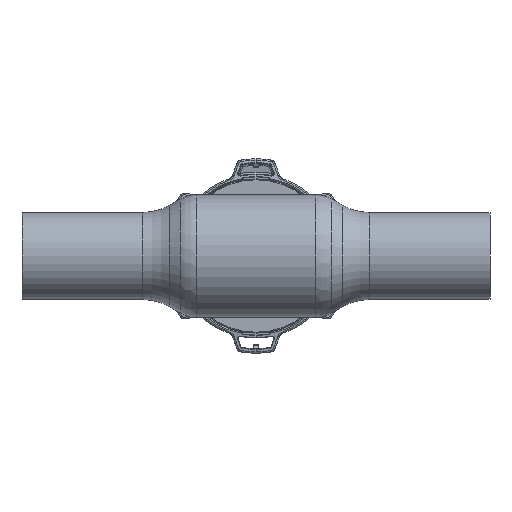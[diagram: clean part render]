
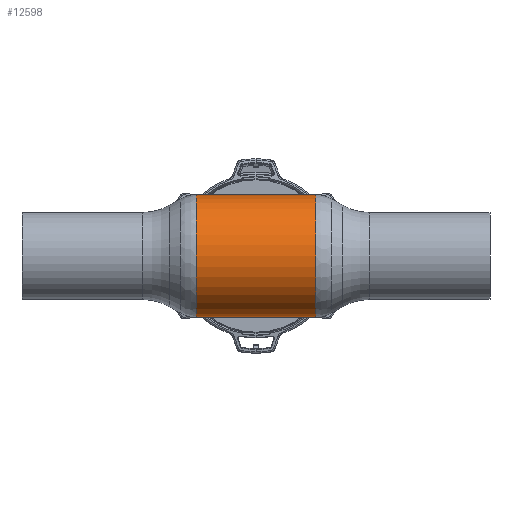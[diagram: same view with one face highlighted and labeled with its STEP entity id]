
A CAD part, front view. The second image highlights one B-rep face of the part: STEP entity #12598.
In plain terms, the highlighted cylindrical face has radius 34 mm (diameter 68 mm), a partial arc.
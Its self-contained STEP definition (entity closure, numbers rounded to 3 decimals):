
#87 = DIRECTION ( 'NONE',  ( -1., 0., 0. ) ) ;
#1208 = EDGE_CURVE ( 'NONE', #30978, #26166, #16205, .T. ) ;
#1209 = LINE ( 'NONE', #18182, #6379 ) ;
#2660 = AXIS2_PLACEMENT_3D ( 'NONE', #10889, #13589, #30123 ) ;
#5261 = CYLINDRICAL_SURFACE ( 'NONE', #29799, 34. ) ;
#6379 = VECTOR ( 'NONE', #13321, 1000. ) ;
#6761 = ORIENTED_EDGE ( 'NONE', *, *, #8618, .F. ) ;
#7348 = ORIENTED_EDGE ( 'NONE', *, *, #13735, .F. ) ;
#8618 = EDGE_CURVE ( 'NONE', #30978, #22822, #1209, .T. ) ;
#10264 = DIRECTION ( 'NONE',  ( 0., 0., 1. ) ) ;
#10889 = CARTESIAN_POINT ( 'NONE',  ( 33.177, 0., 0. ) ) ;
#12563 = CARTESIAN_POINT ( 'NONE',  ( -33.177, 0., 34. ) ) ;
#12598 = ADVANCED_FACE ( 'NONE', ( #16893 ), #5261, .T. ) ;
#13321 = DIRECTION ( 'NONE',  ( -1., 0., 0. ) ) ;
#13472 = EDGE_LOOP ( 'NONE', ( #6761, #29640, #27340, #7348 ) ) ;
#13589 = DIRECTION ( 'NONE',  ( -1., 0., 0. ) ) ;
#13735 = EDGE_CURVE ( 'NONE', #22822, #27872, #15799, .T. ) ;
#14173 = LINE ( 'NONE', #21417, #25397 ) ;
#14262 = AXIS2_PLACEMENT_3D ( 'NONE', #17334, #22100, #10264 ) ;
#15799 = CIRCLE ( 'NONE', #14262, 34. ) ;
#16205 = CIRCLE ( 'NONE', #2660, 34. ) ;
#16662 = CARTESIAN_POINT ( 'NONE',  ( -33.177, 0., -34. ) ) ;
#16893 = FACE_OUTER_BOUND ( 'NONE', #13472, .T. ) ;
#17334 = CARTESIAN_POINT ( 'NONE',  ( -33.177, 0., 0. ) ) ;
#18182 = CARTESIAN_POINT ( 'NONE',  ( -62.69, 0., -34. ) ) ;
#21417 = CARTESIAN_POINT ( 'NONE',  ( -62.69, 0., 34. ) ) ;
#21930 = CARTESIAN_POINT ( 'NONE',  ( 33.177, 0., -34. ) ) ;
#22100 = DIRECTION ( 'NONE',  ( -1., 0., 0. ) ) ;
#22822 = VERTEX_POINT ( 'NONE', #16662 ) ;
#22889 = EDGE_CURVE ( 'NONE', #26166, #27872, #14173, .T. ) ;
#24015 = DIRECTION ( 'NONE',  ( 0., 0., 1. ) ) ;
#25373 = CARTESIAN_POINT ( 'NONE',  ( 33.177, 0., 34. ) ) ;
#25397 = VECTOR ( 'NONE', #26300, 1000. ) ;
#26166 = VERTEX_POINT ( 'NONE', #25373 ) ;
#26300 = DIRECTION ( 'NONE',  ( -1., 0., 0. ) ) ;
#27000 = CARTESIAN_POINT ( 'NONE',  ( -62.69, 0., 0. ) ) ;
#27340 = ORIENTED_EDGE ( 'NONE', *, *, #22889, .T. ) ;
#27872 = VERTEX_POINT ( 'NONE', #12563 ) ;
#29640 = ORIENTED_EDGE ( 'NONE', *, *, #1208, .T. ) ;
#29799 = AXIS2_PLACEMENT_3D ( 'NONE', #27000, #87, #24015 ) ;
#30123 = DIRECTION ( 'NONE',  ( 0., 0., 1. ) ) ;
#30978 = VERTEX_POINT ( 'NONE', #21930 ) ;
